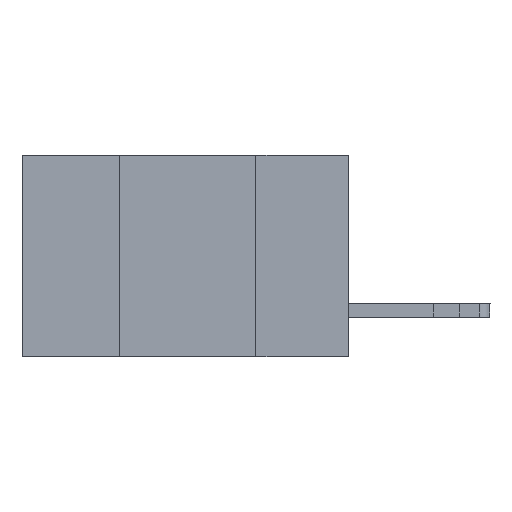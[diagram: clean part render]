
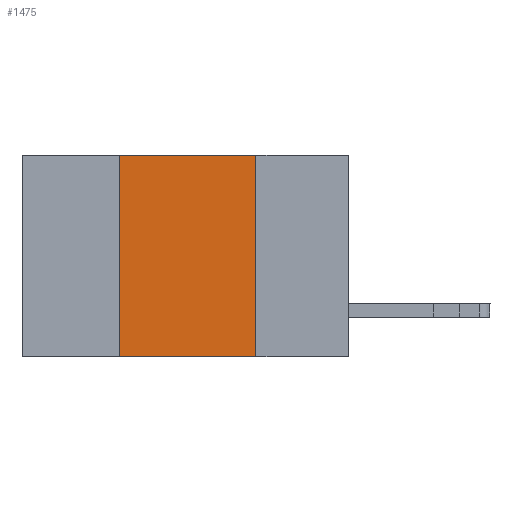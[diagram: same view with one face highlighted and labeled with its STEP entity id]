
A CAD part, left-side view. The second image highlights one B-rep face of the part: STEP entity #1475.
In plain terms, the highlighted planar face has unit normal (-1, 0, 0).
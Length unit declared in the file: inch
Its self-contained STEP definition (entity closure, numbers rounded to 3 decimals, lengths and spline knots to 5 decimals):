
#21 = VECTOR ( 'NONE', #8615, 39.37008 ) ;
#460 = CARTESIAN_POINT ( 'NONE',  ( 0., 0.17, 0. ) ) ;
#1140 = DIRECTION ( 'NONE',  ( 1., 0., 0. ) ) ;
#1145 = ORIENTED_EDGE ( 'NONE', *, *, #8960, .F. ) ;
#1235 = VECTOR ( 'NONE', #2472, 39.37008 ) ;
#1475 = ADVANCED_FACE ( 'NONE', ( #11330 ), #4382, .F. ) ;
#1816 = EDGE_CURVE ( 'NONE', #5557, #8155, #10008, .T. ) ;
#1867 = CARTESIAN_POINT ( 'NONE',  ( 0., 0.17, 0. ) ) ;
#2342 = EDGE_LOOP ( 'NONE', ( #1145, #6501, #3085, #8022 ) ) ;
#2383 = CARTESIAN_POINT ( 'NONE',  ( 0., 0.42, -0.37 ) ) ;
#2441 = CARTESIAN_POINT ( 'NONE',  ( 0., 0.6, 0. ) ) ;
#2472 = DIRECTION ( 'NONE',  ( 0., 0., 1. ) ) ;
#3085 = ORIENTED_EDGE ( 'NONE', *, *, #6488, .F. ) ;
#3254 = LINE ( 'NONE', #5322, #1235 ) ;
#3677 = EDGE_CURVE ( 'NONE', #4257, #6720, #4620, .T. ) ;
#3966 = DIRECTION ( 'NONE',  ( 0., 0., -1. ) ) ;
#4257 = VERTEX_POINT ( 'NONE', #4722 ) ;
#4382 = PLANE ( 'NONE',  #5172 ) ;
#4620 = LINE ( 'NONE', #9661, #21 ) ;
#4722 = CARTESIAN_POINT ( 'NONE',  ( 0., 0.42, 0. ) ) ;
#5172 = AXIS2_PLACEMENT_3D ( 'NONE', #2441, #1140, #9306 ) ;
#5322 = CARTESIAN_POINT ( 'NONE',  ( 0., 0.42, 0. ) ) ;
#5401 = LINE ( 'NONE', #460, #10847 ) ;
#5557 = VERTEX_POINT ( 'NONE', #2383 ) ;
#6131 = VECTOR ( 'NONE', #8122, 39.37008 ) ;
#6488 = EDGE_CURVE ( 'NONE', #5557, #4257, #3254, .T. ) ;
#6501 = ORIENTED_EDGE ( 'NONE', *, *, #3677, .F. ) ;
#6720 = VERTEX_POINT ( 'NONE', #1867 ) ;
#7912 = CARTESIAN_POINT ( 'NONE',  ( 0., 0.17, -0.37 ) ) ;
#8022 = ORIENTED_EDGE ( 'NONE', *, *, #1816, .T. ) ;
#8122 = DIRECTION ( 'NONE',  ( 0., -1., 0. ) ) ;
#8155 = VERTEX_POINT ( 'NONE', #7912 ) ;
#8615 = DIRECTION ( 'NONE',  ( 0., -1., 0. ) ) ;
#8960 = EDGE_CURVE ( 'NONE', #6720, #8155, #5401, .T. ) ;
#9306 = DIRECTION ( 'NONE',  ( 0., 0., -1. ) ) ;
#9661 = CARTESIAN_POINT ( 'NONE',  ( 0., 0.6, 0. ) ) ;
#10008 = LINE ( 'NONE', #12095, #6131 ) ;
#10847 = VECTOR ( 'NONE', #3966, 39.37008 ) ;
#11330 = FACE_OUTER_BOUND ( 'NONE', #2342, .T. ) ;
#12095 = CARTESIAN_POINT ( 'NONE',  ( 0., 0.6, -0.37 ) ) ;
